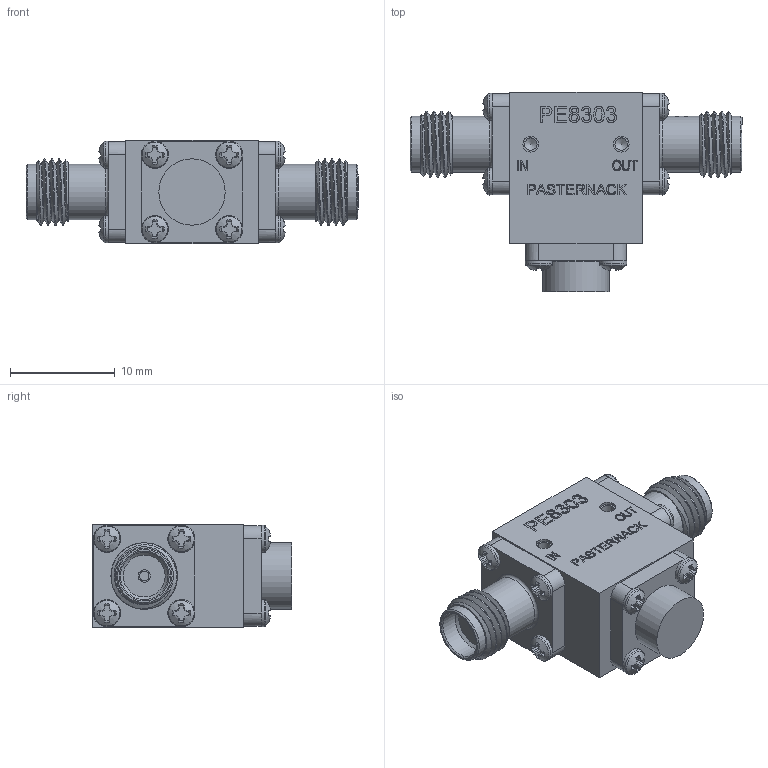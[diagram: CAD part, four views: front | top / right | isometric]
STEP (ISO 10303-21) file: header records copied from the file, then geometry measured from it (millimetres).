
FILE_DESCRIPTION (( 'STEP AP203' ), '1' );
FILE_NAME ('PE8303.step', '2020-05-05T21:11:16', ( '' ), ( '' ), 'SwSTEP 2.0', 'SolidWorks 2018', '' );
FILE_SCHEMA (( 'CONFIG_CONTROL_DESIGN' ));
Length unit declared in the file: inch
Products named in the file (1): PE8303
Bounding box: 31.75 x 19.05 x 9.91 mm (x, y, z)
Volume: 2643.9 mm3; surface area: 1961.5 mm2
Topology: 1 solids, 14 shells, 725 faces, 1863 edges, 1232 vertices
Faces by surface type: plane 454, bspline 145, cone 62, cylinder 62, torus 2
Full cylindrical faces by diameter (mm): 0.914 x3, 1.092 x12, 1.168 x2, 1.191 x4, 1.524 x4, 2.591 x12, 4.521 x2, 5.08 x3, 5.334 x4, 6.35 x1
Entity records: 30623 total; most frequent: CARTESIAN_POINT 14882, ORIENTED_EDGE 3518, DIRECTION 2524, EDGE_CURVE 1759, VERTEX_POINT 1199, LINE 950, VECTOR 950, EDGE_LOOP 862
